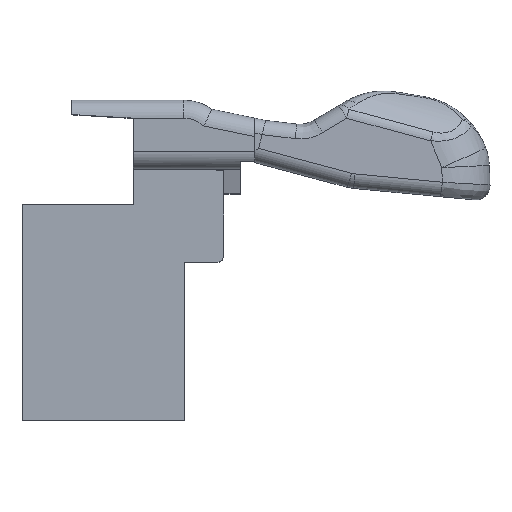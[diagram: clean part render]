
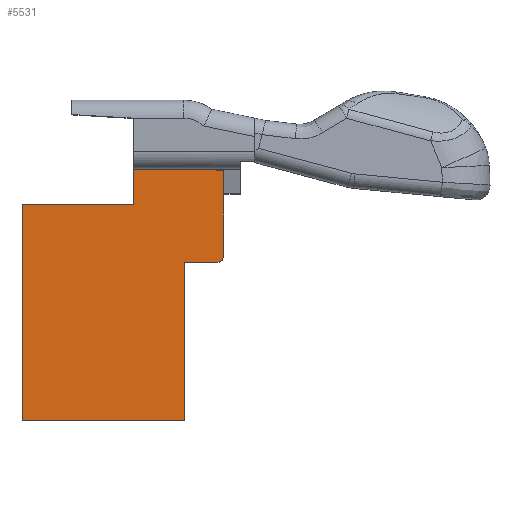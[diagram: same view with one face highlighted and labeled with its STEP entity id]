
A CAD part, top view. The second image highlights one B-rep face of the part: STEP entity #5531.
In plain terms, the highlighted face is planar.
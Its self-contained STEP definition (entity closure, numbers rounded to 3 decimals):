
#430=PLANE('',#5965);
#638=FACE_OUTER_BOUND('',#944,.T.);
#944=EDGE_LOOP('',(#4380,#4381,#4382,#4383,#4384,#4385,#4386,#4387,#4388,
#4389,#4390));
#1367=LINE('',#8792,#1919);
#1375=LINE('',#8810,#1927);
#1379=LINE('',#8818,#1931);
#1382=LINE('',#8824,#1934);
#1386=LINE('',#8832,#1938);
#1405=LINE('',#8882,#1957);
#1406=LINE('',#8884,#1958);
#1408=LINE('',#8889,#1960);
#1409=LINE('',#8891,#1961);
#1410=LINE('',#8892,#1962);
#1919=VECTOR('',#6791,10.);
#1927=VECTOR('',#6803,10.);
#1931=VECTOR('',#6809,10.);
#1934=VECTOR('',#6814,10.);
#1938=VECTOR('',#6820,10.);
#1957=VECTOR('',#6867,10.);
#1958=VECTOR('',#6870,10.);
#1960=VECTOR('',#6876,10.);
#1961=VECTOR('',#6877,10.);
#1962=VECTOR('',#6878,10.);
#2272=CIRCLE('',#5941,1.);
#2553=VERTEX_POINT('',#8779);
#2554=VERTEX_POINT('',#8780);
#2558=VERTEX_POINT('',#8790);
#2565=VERTEX_POINT('',#8808);
#2566=VERTEX_POINT('',#8809);
#2569=VERTEX_POINT('',#8817);
#2571=VERTEX_POINT('',#8823);
#2574=VERTEX_POINT('',#8830);
#2591=VERTEX_POINT('',#8880);
#2592=VERTEX_POINT('',#8888);
#2593=VERTEX_POINT('',#8890);
#3183=EDGE_CURVE('',#2553,#2554,#2272,.T.);
#3189=EDGE_CURVE('',#2553,#2558,#1367,.T.);
#3197=EDGE_CURVE('',#2565,#2566,#1375,.T.);
#3201=EDGE_CURVE('',#2566,#2569,#1379,.T.);
#3204=EDGE_CURVE('',#2569,#2571,#1382,.T.);
#3208=EDGE_CURVE('',#2571,#2574,#1386,.T.);
#3233=EDGE_CURVE('',#2558,#2591,#1405,.T.);
#3234=EDGE_CURVE('',#2574,#2554,#1406,.T.);
#3236=EDGE_CURVE('',#2591,#2592,#1408,.T.);
#3237=EDGE_CURVE('',#2592,#2593,#1409,.T.);
#3238=EDGE_CURVE('',#2593,#2565,#1410,.T.);
#4380=ORIENTED_EDGE('',*,*,#3183,.F.);
#4381=ORIENTED_EDGE('',*,*,#3189,.T.);
#4382=ORIENTED_EDGE('',*,*,#3233,.T.);
#4383=ORIENTED_EDGE('',*,*,#3236,.T.);
#4384=ORIENTED_EDGE('',*,*,#3237,.T.);
#4385=ORIENTED_EDGE('',*,*,#3238,.T.);
#4386=ORIENTED_EDGE('',*,*,#3197,.T.);
#4387=ORIENTED_EDGE('',*,*,#3201,.T.);
#4388=ORIENTED_EDGE('',*,*,#3204,.T.);
#4389=ORIENTED_EDGE('',*,*,#3208,.T.);
#4390=ORIENTED_EDGE('',*,*,#3234,.T.);
#5531=ADVANCED_FACE('',(#638),#430,.T.);
#5941=AXIS2_PLACEMENT_3D('',#8781,#6781,#6782);
#5965=AXIS2_PLACEMENT_3D('',#8887,#6874,#6875);
#6781=DIRECTION('center_axis',(-1.,0.,0.));
#6782=DIRECTION('ref_axis',(0.,-0.707,-0.707));
#6791=DIRECTION('',(0.,1.,0.));
#6803=DIRECTION('',(0.,0.,1.));
#6809=DIRECTION('',(0.,-1.,0.));
#6814=DIRECTION('',(0.,0.,-1.));
#6820=DIRECTION('',(0.,1.,0.));
#6867=DIRECTION('',(0.,0.,1.));
#6870=DIRECTION('',(0.,0.,-1.));
#6874=DIRECTION('center_axis',(1.,0.,0.));
#6875=DIRECTION('ref_axis',(0.,0.,
-1.));
#6876=DIRECTION('',(0.,1.,0.));
#6877=DIRECTION('',(0.,0.,1.));
#6878=DIRECTION('',(0.,-1.,0.));
#8779=CARTESIAN_POINT('',(17.,-14.371,-9.823));
#8780=CARTESIAN_POINT('',(17.,-15.371,-8.823));
#8781=CARTESIAN_POINT('Origin',(17.,-14.371,-8.823));
#8790=CARTESIAN_POINT('',(17.,-2.671,-9.823));
#8792=CARTESIAN_POINT('',(17.,-15.371,-9.823));
#8808=CARTESIAN_POINT('',(17.,-7.371,2.749));
#8809=CARTESIAN_POINT('',(17.,-7.371,18.177));
#8810=CARTESIAN_POINT('',(17.,-7.371,2.749));
#8817=CARTESIAN_POINT('',(17.,-37.371,18.177));
#8818=CARTESIAN_POINT('',(17.,-7.371,18.177));
#8823=CARTESIAN_POINT('',(17.,-37.371,-4.323));
#8824=CARTESIAN_POINT('',(17.,-37.371,18.177));
#8830=CARTESIAN_POINT('',(17.,-15.371,-4.323));
#8832=CARTESIAN_POINT('',(17.,-37.371,-4.323));
#8880=CARTESIAN_POINT('',(17.,-2.671,-8.823));
#8882=CARTESIAN_POINT('',(17.,-2.671,-9.823));
#8884=CARTESIAN_POINT('',(17.,-15.371,-8.823));
#8887=CARTESIAN_POINT('Origin',(17.,-6.171,-3.037));
#8888=CARTESIAN_POINT('',(17.,-2.471,-8.823));
#8889=CARTESIAN_POINT('',(17.,-5.871,-8.823));
#8890=CARTESIAN_POINT('',(17.,-2.471,2.749));
#8891=CARTESIAN_POINT('',(17.,-2.471,-3.251));
#8892=CARTESIAN_POINT('',(17.,-2.471,2.749));
